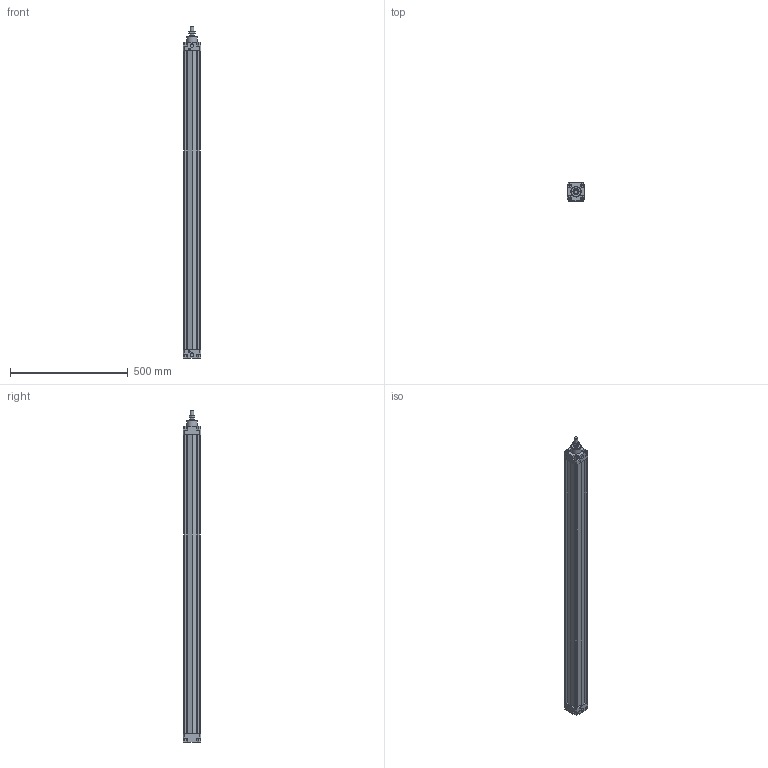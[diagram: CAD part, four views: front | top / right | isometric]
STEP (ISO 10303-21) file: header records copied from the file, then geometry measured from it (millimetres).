
FILE_DESCRIPTION(/* description */ ('Unknown'),/* implementation_level */ '2;1');
FILE_NAME(/* name */ '1348.63.1219.01',/* time_stamp */ '2020-02-12T13:21:09-05:00',/* author */ ('Unknown'),/* organization */ ('Unknown'),/* preprocessor_version */ 'ST-DEVELOPER v16.7',/* originating_system */ 'Solid Edge',/* authorisation */ 'Unknown');
FILE_SCHEMA (('AUTOMOTIVE_DESIGN {1 0 10303 214 3 1 1}'));
Length unit declared in the file: millimetre
Products named in the file (4): 1348.63.1219.01; CIM02_63_0; CIM01_63_0; 1320_63_18F
Assembly tree (3 placements, depth 2):
  1348.63.1219.01
    CIM02_63_0
    CIM01_63_0
    1320_63_18F
Bounding box: 75 x 75 x 1409 mm (x, y, z)
Volume: 6357434.1 mm3; surface area: 508017.9 mm2
Topology: 3 solids, 3 shells, 202 faces, 516 edges, 337 vertices
Faces by surface type: plane 157, cone 26, cylinder 19
Full cylindrical faces by diameter (mm): 6.5 x2, 6.75 x8, 14.5 x2, 15.2 x2, 16 x1, 19.5 x1, 20 x2, 45 x1
Entity records: 5814 total; most frequent: CARTESIAN_POINT 1050, ORIENTED_EDGE 934, DIRECTION 912, EDGE_CURVE 467, LINE 386, VECTOR 386, VERTEX_POINT 329, AXIS2_PLACEMENT_3D 263
